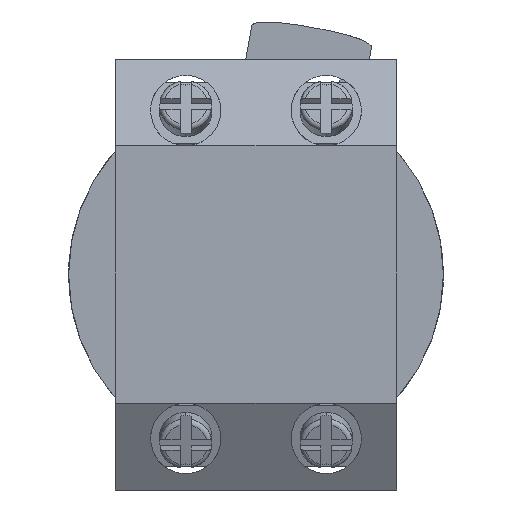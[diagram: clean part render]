
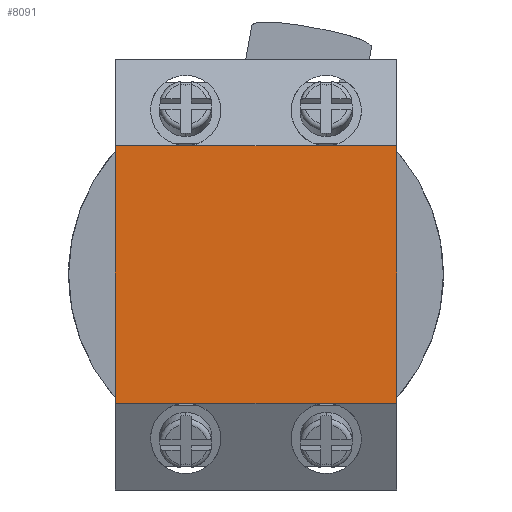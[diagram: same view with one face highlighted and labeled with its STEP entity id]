
A CAD part, front view. The second image highlights one B-rep face of the part: STEP entity #8091.
In plain terms, the highlighted planar face has unit normal (0, -1, 0).
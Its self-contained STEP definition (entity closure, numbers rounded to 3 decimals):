
#275 = EDGE_LOOP ( 'NONE', ( #10293, #11155, #5530, #4488, #5643, #12582, #6030, #11355 ) ) ;
#290 = EDGE_CURVE ( 'NONE', #11357, #1394, #11300, .T. ) ;
#431 = CARTESIAN_POINT ( 'NONE',  ( 30., 0., -13.75 ) ) ;
#458 = VECTOR ( 'NONE', #1145, 1000. ) ;
#1120 = EDGE_CURVE ( 'NONE', #3280, #5753, #3550, .T. ) ;
#1145 = DIRECTION ( 'NONE',  ( -1., 0., 0. ) ) ;
#1228 = LINE ( 'NONE', #4353, #3421 ) ;
#1349 = LINE ( 'NONE', #12494, #8038 ) ;
#1394 = VERTEX_POINT ( 'NONE', #8165 ) ;
#1413 = FACE_OUTER_BOUND ( 'NONE', #275, .T. ) ;
#1563 = CARTESIAN_POINT ( 'NONE',  ( 7.5, 0., -13.75 ) ) ;
#1660 = DIRECTION ( 'NONE',  ( -1., 0., 0. ) ) ;
#1673 = EDGE_CURVE ( 'NONE', #11415, #5753, #1349, .T. ) ;
#2064 = CARTESIAN_POINT ( 'NONE',  ( 30., 0., 13.75 ) ) ;
#2857 = VECTOR ( 'NONE', #3236, 1000. ) ;
#3133 = CARTESIAN_POINT ( 'NONE',  ( 22.5, 0., 13.75 ) ) ;
#3236 = DIRECTION ( 'NONE',  ( -1., 0., 0. ) ) ;
#3280 = VERTEX_POINT ( 'NONE', #1563 ) ;
#3421 = VECTOR ( 'NONE', #12337, 1000. ) ;
#3497 = EDGE_CURVE ( 'NONE', #1394, #11415, #6075, .T. ) ;
#3550 = LINE ( 'NONE', #8736, #7902 ) ;
#3622 = CARTESIAN_POINT ( 'NONE',  ( 30., 0., -13.75 ) ) ;
#3746 = DIRECTION ( 'NONE',  ( 0., 0., 1. ) ) ;
#3755 = EDGE_CURVE ( 'NONE', #4413, #11232, #1228, .T. ) ;
#4104 = LINE ( 'NONE', #11098, #2857 ) ;
#4353 = CARTESIAN_POINT ( 'NONE',  ( 30., 0., -13.75 ) ) ;
#4413 = VERTEX_POINT ( 'NONE', #2064 ) ;
#4488 = ORIENTED_EDGE ( 'NONE', *, *, #5534, .F. ) ;
#4588 = DIRECTION ( 'NONE',  ( 0., 0., -1. ) ) ;
#4648 = CARTESIAN_POINT ( 'NONE',  ( 30., 0., 13.75 ) ) ;
#4768 = CARTESIAN_POINT ( 'NONE',  ( 30., 0., -13.75 ) ) ;
#5530 = ORIENTED_EDGE ( 'NONE', *, *, #12621, .F. ) ;
#5534 = EDGE_CURVE ( 'NONE', #11232, #6056, #4104, .T. ) ;
#5569 = CARTESIAN_POINT ( 'NONE',  ( 22.5, 0., -13.75 ) ) ;
#5643 = ORIENTED_EDGE ( 'NONE', *, *, #3755, .F. ) ;
#5753 = VERTEX_POINT ( 'NONE', #12774 ) ;
#5915 = DIRECTION ( 'NONE',  ( -1., 0., 0. ) ) ;
#6030 = ORIENTED_EDGE ( 'NONE', *, *, #290, .T. ) ;
#6033 = VECTOR ( 'NONE', #6779, 1000. ) ;
#6056 = VERTEX_POINT ( 'NONE', #5569 ) ;
#6075 = LINE ( 'NONE', #9126, #458 ) ;
#6254 = CARTESIAN_POINT ( 'NONE',  ( 0., 0., 13.75 ) ) ;
#6779 = DIRECTION ( 'NONE',  ( -1., 0., 0. ) ) ;
#6838 = AXIS2_PLACEMENT_3D ( 'NONE', #3622, #6923, #3746 ) ;
#6923 = DIRECTION ( 'NONE',  ( 0., 1., 0. ) ) ;
#7902 = VECTOR ( 'NONE', #1660, 1000. ) ;
#8038 = VECTOR ( 'NONE', #4588, 1000. ) ;
#8091 = ADVANCED_FACE ( 'NONE', ( #1413 ), #8576, .F. ) ;
#8165 = CARTESIAN_POINT ( 'NONE',  ( 7.5, 0., 13.75 ) ) ;
#8576 = PLANE ( 'NONE',  #6838 ) ;
#8664 = LINE ( 'NONE', #4648, #6033 ) ;
#8736 = CARTESIAN_POINT ( 'NONE',  ( 30., 0., -13.75 ) ) ;
#9126 = CARTESIAN_POINT ( 'NONE',  ( 30., 0., 13.75 ) ) ;
#9298 = VECTOR ( 'NONE', #5915, 1000. ) ;
#9671 = DIRECTION ( 'NONE',  ( -1., 0., 0. ) ) ;
#10274 = EDGE_CURVE ( 'NONE', #4413, #11357, #8664, .T. ) ;
#10293 = ORIENTED_EDGE ( 'NONE', *, *, #1673, .T. ) ;
#10924 = LINE ( 'NONE', #431, #11068 ) ;
#11068 = VECTOR ( 'NONE', #9671, 1000. ) ;
#11098 = CARTESIAN_POINT ( 'NONE',  ( 30., 0., -13.75 ) ) ;
#11155 = ORIENTED_EDGE ( 'NONE', *, *, #1120, .F. ) ;
#11232 = VERTEX_POINT ( 'NONE', #4768 ) ;
#11300 = LINE ( 'NONE', #11823, #9298 ) ;
#11355 = ORIENTED_EDGE ( 'NONE', *, *, #3497, .T. ) ;
#11357 = VERTEX_POINT ( 'NONE', #3133 ) ;
#11415 = VERTEX_POINT ( 'NONE', #6254 ) ;
#11823 = CARTESIAN_POINT ( 'NONE',  ( 30., 0., 13.75 ) ) ;
#12337 = DIRECTION ( 'NONE',  ( 0., 0., -1. ) ) ;
#12494 = CARTESIAN_POINT ( 'NONE',  ( 0., 0., -13.75 ) ) ;
#12582 = ORIENTED_EDGE ( 'NONE', *, *, #10274, .T. ) ;
#12621 = EDGE_CURVE ( 'NONE', #6056, #3280, #10924, .T. ) ;
#12774 = CARTESIAN_POINT ( 'NONE',  ( 0., 0., -13.75 ) ) ;
